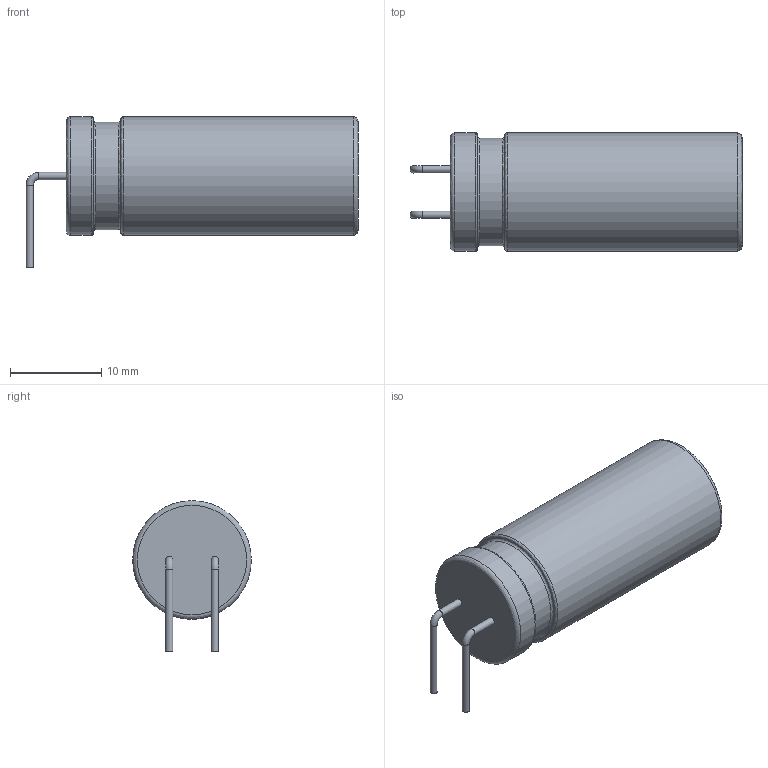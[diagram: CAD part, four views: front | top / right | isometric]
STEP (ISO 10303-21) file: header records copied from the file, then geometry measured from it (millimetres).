
FILE_DESCRIPTION(('FreeCAD Model'),'2;1');
FILE_NAME('ElkoC_12.5x30mm_horizontal.step', '2017-06-08T16:49:09',('kicad StepUp'),('ksu MCAD'), 'Open CASCADE STEP processor 6.8','FreeCAD','Unknown');
FILE_SCHEMA(('AUTOMOTIVE_DESIGN_CC2 { 1 2 10303 214 -1 1 5 4 }'));
Length unit declared in the file: millimetre
Products named in the file (1): ElkoC_12.5x30mm_horizontal
Bounding box: 36.4 x 13 x 16.5 mm (x, y, z)
Volume: 4186.6 mm3; surface area: 1641.5 mm2
Topology: 1 solids, 1 shells, 21 faces, 35 edges, 20 vertices
Faces by surface type: cylinder 7, revolution 6, plane 6, torus 2
Full cylindrical faces by diameter (mm): 0.8 x4, 11.8 x1, 13 x2
Entity records: 681 total; most frequent: DIRECTION 113, CARTESIAN_POINT 83, ORIENTED_EDGE 70, AXIS2_PLACEMENT_3D 50, EDGE_CURVE 35, CIRCLE 34, FACE_BOUND 25, EDGE_LOOP 25
